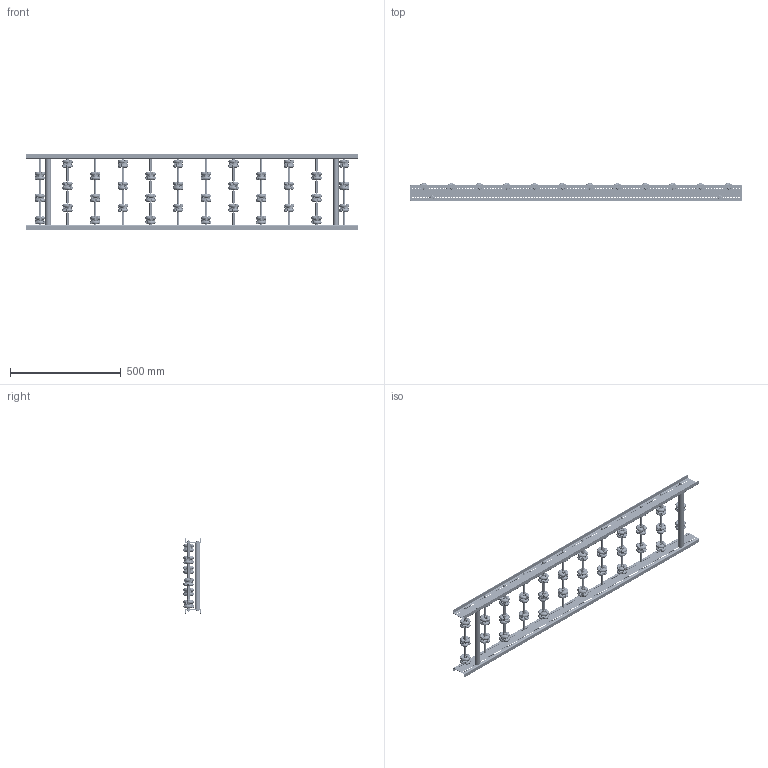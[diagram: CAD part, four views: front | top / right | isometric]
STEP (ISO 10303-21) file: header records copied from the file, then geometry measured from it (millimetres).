
FILE_DESCRIPTION (( 'STEP AP214' ), '1' );
FILE_NAME ('0052578.step', '2021-10-26T12:37:30', ( '' ), ( '' ), 'SwSTEP 2.0', 'SolidWorks 2020', '' );
FILE_SCHEMA (( 'AUTOMOTIVE_DESIGN' ));
Length unit declared in the file: millimetre
Products named in the file (13): 0052578; 0019730_Tragrollenrohr-Ø10x1,75KU_KFG_0019730_L=55; AWR-Achse-f黵-Konfiguration_L300; Profil-RB-20x70x20x2_S100216_U-PROFIL-20-70-20-2-RB-L=1500; Traversen_KFG_L300; AWR48_Halter; AWR48_Röllchen; 0027528_BUCHSE-HOHLNIETE ZU AWR48; AWR48_Stift; S100994_Sperrzahnschraube_M08x16-8.8-A2K; 0015028_AWR48; 0036819_SICHERUNGS-HUTMUTTER-DIN986-M6; 0019719_Gewindestange-M6_L=320
Assembly tree (70 placements, depth 4):
  0052578
    Profil-RB-20x70x20x2_S100216_U-PROFIL-20-70-20-2-RB-L=1500  x2
    AWR-Achse-f黵-Konfiguration_L300  x12
      0019719_Gewindestange-M6_L=320
      0015028_AWR48
        AWR48_Halter
        AWR48_Röllchen  x6
        AWR48_Stift  x6
      0019730_Tragrollenrohr-Ø10x1,75KU_KFG_0019730_L=55
      0027528_BUCHSE-HOHLNIETE ZU AWR48
    S100994_Sperrzahnschraube_M08x16-8.8-A2K  x4
    Traversen_KFG_L300  x2
    0036819_SICHERUNGS-HUTMUTTER-DIN986-M6  x24
Bounding box: 1500 x 78.93 x 340 mm (x, y, z)
Volume: 2433593.9 mm3; surface area: 1810724.9 mm2
Topology: 624 solids, 624 shells, 11816 faces, 27696 edges, 17528 vertices
Faces by surface type: cylinder 4872, plane 3864, torus 1936, cone 1096, sphere 48
Entity records: 28632 total; most frequent: CARTESIAN_POINT 5650, DIRECTION 4963, ORIENTED_EDGE 4282, EDGE_CURVE 2141, AXIS2_PLACEMENT_3D 2112, VERTEX_POINT 1394, EDGE_LOOP 1299, CIRCLE 1258
